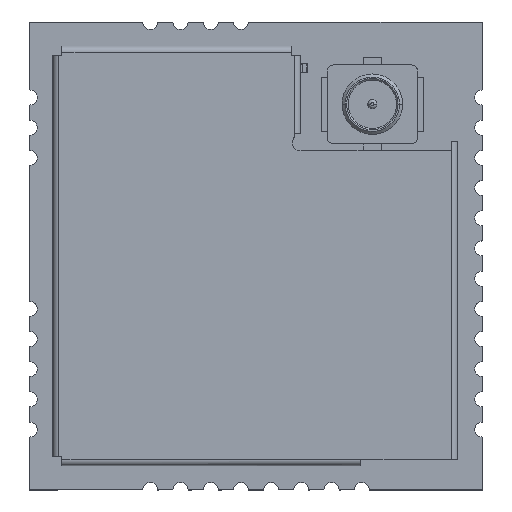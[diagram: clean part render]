
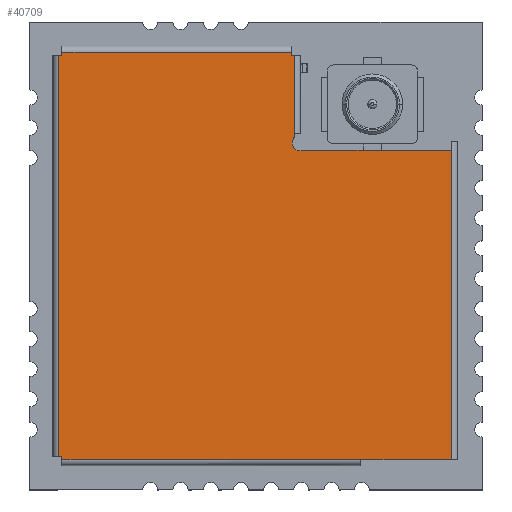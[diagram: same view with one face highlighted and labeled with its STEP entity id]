
A CAD part, top view. The second image highlights one B-rep face of the part: STEP entity #40709.
In plain terms, the highlighted planar face has unit normal (0, 0, 1).
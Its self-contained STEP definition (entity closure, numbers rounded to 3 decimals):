
#39563 = VERTEX_POINT('',#39564);
#39564 = CARTESIAN_POINT('',(-1.356,16.226,2.5));
#39570 = EDGE_CURVE('',#39571,#39563,#39573,.T.);
#39571 = VERTEX_POINT('',#39572);
#39572 = CARTESIAN_POINT('',(-1.456,16.226,2.5));
#39573 = LINE('',#39574,#39575);
#39574 = CARTESIAN_POINT('',(-1.406,16.226,2.5));
#39575 = VECTOR('',#39576,1.);
#39576 = DIRECTION('',(1.,0.,0.));
#39594 = VERTEX_POINT('',#39595);
#39595 = CARTESIAN_POINT('',(-1.356,16.326,2.5));
#39615 = EDGE_CURVE('',#39563,#39594,#39616,.T.);
#39616 = LINE('',#39617,#39618);
#39617 = CARTESIAN_POINT('',(-1.356,16.276,2.5));
#39618 = VECTOR('',#39619,1.);
#39619 = DIRECTION('',(0.,1.,0.));
#39925 = VERTEX_POINT('',#39926);
#39926 = CARTESIAN_POINT('',(6.345,13.624,2.5));
#40181 = VERTEX_POINT('',#40182);
#40182 = CARTESIAN_POINT('',(8.544,2.826,2.5));
#40220 = EDGE_CURVE('',#40221,#40223,#40225,.T.);
#40221 = VERTEX_POINT('',#40222);
#40222 = CARTESIAN_POINT('',(6.245,16.326,2.5));
#40223 = VERTEX_POINT('',#40224);
#40224 = CARTESIAN_POINT('',(6.245,16.226,2.5));
#40225 = LINE('',#40226,#40227);
#40226 = CARTESIAN_POINT('',(6.245,16.276,2.5));
#40227 = VECTOR('',#40228,1.);
#40228 = DIRECTION('',(0.,-1.,0.));
#40258 = EDGE_CURVE('',#39594,#40221,#40259,.T.);
#40259 = LINE('',#40260,#40261);
#40260 = CARTESIAN_POINT('',(5.044,16.326,2.5));
#40261 = VECTOR('',#40262,1.);
#40262 = DIRECTION('',(1.,0.,0.));
#40297 = EDGE_CURVE('',#40298,#40223,#40300,.T.);
#40298 = VERTEX_POINT('',#40299);
#40299 = CARTESIAN_POINT('',(6.345,16.226,2.5));
#40300 = LINE('',#40301,#40302);
#40301 = CARTESIAN_POINT('',(6.295,16.226,2.5));
#40302 = VECTOR('',#40303,1.);
#40303 = DIRECTION('',(-1.,0.,0.));
#40335 = VERTEX_POINT('',#40336);
#40336 = CARTESIAN_POINT('',(11.544,2.826,2.5));
#40343 = EDGE_CURVE('',#40335,#40181,#40344,.T.);
#40344 = LINE('',#40345,#40346);
#40345 = CARTESIAN_POINT('',(10.044,2.826,2.5));
#40346 = VECTOR('',#40347,1.);
#40347 = DIRECTION('',(-1.,0.,0.));
#40392 = EDGE_CURVE('',#39925,#40393,#40395,.T.);
#40393 = VERTEX_POINT('',#40394);
#40394 = CARTESIAN_POINT('',(6.345,13.524,2.5));
#40395 = LINE('',#40396,#40397);
#40396 = CARTESIAN_POINT('',(6.345,13.574,2.5));
#40397 = VECTOR('',#40398,1.);
#40398 = DIRECTION('',(0.,-1.,0.));
#40425 = VERTEX_POINT('',#40426);
#40426 = CARTESIAN_POINT('',(-1.456,2.926,2.5));
#40433 = EDGE_CURVE('',#39571,#40425,#40434,.T.);
#40434 = LINE('',#40435,#40436);
#40435 = CARTESIAN_POINT('',(-1.456,9.676,2.5));
#40436 = VECTOR('',#40437,1.);
#40437 = DIRECTION('',(0.,-1.,0.));
#40448 = VERTEX_POINT('',#40449);
#40449 = CARTESIAN_POINT('',(-1.356,2.926,2.5));
#40455 = EDGE_CURVE('',#40425,#40448,#40456,.T.);
#40456 = LINE('',#40457,#40458);
#40457 = CARTESIAN_POINT('',(-1.406,2.926,2.5));
#40458 = VECTOR('',#40459,1.);
#40459 = DIRECTION('',(1.,0.,0.));
#40477 = VERTEX_POINT('',#40478);
#40478 = CARTESIAN_POINT('',(-1.356,2.826,2.5));
#40485 = EDGE_CURVE('',#40477,#40448,#40486,.T.);
#40486 = LINE('',#40487,#40488);
#40487 = CARTESIAN_POINT('',(-1.356,2.876,2.5));
#40488 = VECTOR('',#40489,1.);
#40489 = DIRECTION('',(0.,1.,0.));
#40505 = EDGE_CURVE('',#40181,#40477,#40506,.T.);
#40506 = LINE('',#40507,#40508);
#40507 = CARTESIAN_POINT('',(5.044,2.826,2.5));
#40508 = VECTOR('',#40509,1.);
#40509 = DIRECTION('',(-1.,0.,0.));
#40529 = VERTEX_POINT('',#40530);
#40530 = CARTESIAN_POINT('',(11.544,13.074,2.5));
#40536 = EDGE_CURVE('',#40335,#40529,#40537,.T.);
#40537 = LINE('',#40538,#40539);
#40538 = CARTESIAN_POINT('',(11.544,9.576,2.5));
#40539 = VECTOR('',#40540,1.);
#40540 = DIRECTION('',(0.,1.,0.));
#40552 = EDGE_CURVE('',#39925,#40298,#40553,.T.);
#40553 = LINE('',#40554,#40555);
#40554 = CARTESIAN_POINT('',(6.345,9.676,2.5));
#40555 = VECTOR('',#40556,1.);
#40556 = DIRECTION('',(0.,1.,0.));
#40634 = VERTEX_POINT('',#40635);
#40635 = CARTESIAN_POINT('',(6.653,13.074,2.5));
#40641 = EDGE_CURVE('',#40529,#40634,#40642,.T.);
#40642 = LINE('',#40643,#40644);
#40643 = CARTESIAN_POINT('',(9.099,13.074,2.5));
#40644 = VECTOR('',#40645,1.);
#40645 = DIRECTION('',(-1.,0.,0.));
#40709 = ADVANCED_FACE('',(#40710),#40751,.T.);
#40710 = FACE_BOUND('',#40711,.T.);
#40711 = EDGE_LOOP('',(#40712,#40721,#40722,#40723,#40724,#40725,#40726,
    #40727,#40728,#40729,#40730,#40731,#40732,#40733,#40734,#40735,
    #40744));
#40712 = ORIENTED_EDGE('',*,*,#40713,.F.);
#40713 = EDGE_CURVE('',#40393,#40714,#40716,.T.);
#40714 = VERTEX_POINT('',#40715);
#40715 = CARTESIAN_POINT('',(6.318,13.479,2.5));
#40716 = CIRCLE('',#40717,0.25);
#40717 = AXIS2_PLACEMENT_3D('',#40718,#40719,#40720);
#40718 = CARTESIAN_POINT('',(6.545,13.374,2.5));
#40719 = DIRECTION('',(0.,0.,1.));
#40720 = DIRECTION('',(1.,0.,0.));
#40721 = ORIENTED_EDGE('',*,*,#40392,.F.);
#40722 = ORIENTED_EDGE('',*,*,#40552,.T.);
#40723 = ORIENTED_EDGE('',*,*,#40297,.T.);
#40724 = ORIENTED_EDGE('',*,*,#40220,.F.);
#40725 = ORIENTED_EDGE('',*,*,#40258,.F.);
#40726 = ORIENTED_EDGE('',*,*,#39615,.F.);
#40727 = ORIENTED_EDGE('',*,*,#39570,.F.);
#40728 = ORIENTED_EDGE('',*,*,#40433,.T.);
#40729 = ORIENTED_EDGE('',*,*,#40455,.T.);
#40730 = ORIENTED_EDGE('',*,*,#40485,.F.);
#40731 = ORIENTED_EDGE('',*,*,#40505,.F.);
#40732 = ORIENTED_EDGE('',*,*,#40343,.F.);
#40733 = ORIENTED_EDGE('',*,*,#40536,.T.);
#40734 = ORIENTED_EDGE('',*,*,#40641,.T.);
#40735 = ORIENTED_EDGE('',*,*,#40736,.F.);
#40736 = EDGE_CURVE('',#40737,#40634,#40739,.T.);
#40737 = VERTEX_POINT('',#40738);
#40738 = CARTESIAN_POINT('',(6.271,13.326,2.5));
#40739 = CIRCLE('',#40740,0.274);
#40740 = AXIS2_PLACEMENT_3D('',#40741,#40742,#40743);
#40741 = CARTESIAN_POINT('',(6.545,13.326,2.5));
#40742 = DIRECTION('',(0.,0.,1.));
#40743 = DIRECTION('',(1.,0.,0.));
#40744 = ORIENTED_EDGE('',*,*,#40745,.F.);
#40745 = EDGE_CURVE('',#40714,#40737,#40746,.T.);
#40746 = CIRCLE('',#40747,0.274);
#40747 = AXIS2_PLACEMENT_3D('',#40748,#40749,#40750);
#40748 = CARTESIAN_POINT('',(6.545,13.326,2.5));
#40749 = DIRECTION('',(0.,0.,1.));
#40750 = DIRECTION('',(1.,0.,0.));
#40751 = PLANE('',#40752);
#40752 = AXIS2_PLACEMENT_3D('',#40753,#40754,#40755);
#40753 = CARTESIAN_POINT('',(0.,0.,2.5));
#40754 = DIRECTION('',(0.,0.,1.));
#40755 = DIRECTION('',(1.,0.,0.));
